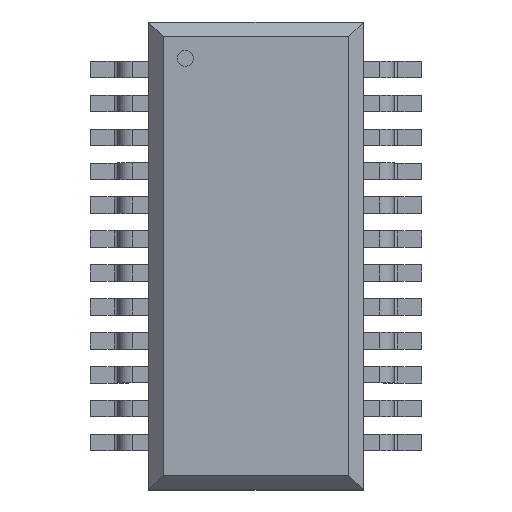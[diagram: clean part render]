
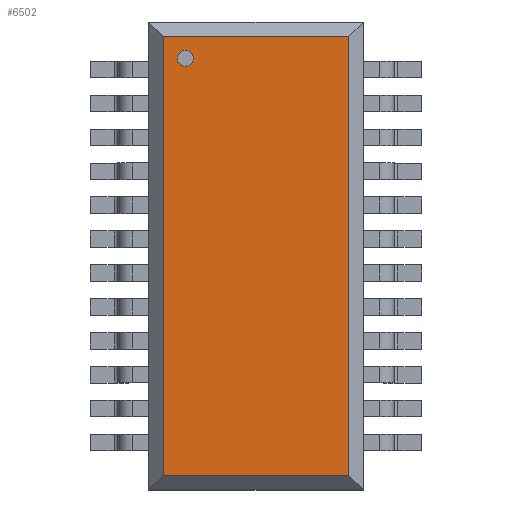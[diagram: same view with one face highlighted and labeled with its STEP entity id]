
A CAD part, top view. The second image highlights one B-rep face of the part: STEP entity #6502.
In plain terms, the highlighted planar face has unit normal (0, 0, 1).
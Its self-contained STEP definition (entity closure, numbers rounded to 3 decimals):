
#26=FACE_BOUND('',#987,.T.);
#232=CIRCLE('',#7014,0.15);
#650=FACE_OUTER_BOUND('',#986,.T.);
#986=EDGE_LOOP('',(#5575,#5576,#5577,#5578));
#987=EDGE_LOOP('',(#5579));
#1676=LINE('',#10520,#2369);
#1681=LINE('',#10530,#2374);
#1683=LINE('',#10534,#2376);
#1686=LINE('',#10539,#2379);
#2369=VECTOR('',#8719,1.);
#2374=VECTOR('',#8726,1.);
#2376=VECTOR('',#8730,1.);
#2379=VECTOR('',#8735,1.);
#2966=VERTEX_POINT('',#10513);
#2967=VERTEX_POINT('',#10518);
#2968=VERTEX_POINT('',#10519);
#2972=VERTEX_POINT('',#10529);
#2973=VERTEX_POINT('',#10533);
#3845=EDGE_CURVE('',#2966,#2966,#232,.T.);
#3846=EDGE_CURVE('',#2967,#2968,#1676,.T.);
#3851=EDGE_CURVE('',#2968,#2972,#1681,.T.);
#3853=EDGE_CURVE('',#2973,#2967,#1683,.T.);
#3856=EDGE_CURVE('',#2972,#2973,#1686,.T.);
#5575=ORIENTED_EDGE('',*,*,#3846,.F.);
#5576=ORIENTED_EDGE('',*,*,#3853,.F.);
#5577=ORIENTED_EDGE('',*,*,#3856,.F.);
#5578=ORIENTED_EDGE('',*,*,#3851,.F.);
#5579=ORIENTED_EDGE('',*,*,#3845,.T.);
#5863=PLANE('',#7022);
#6502=ADVANCED_FACE('',(#650,#26),#5863,.T.);
#7014=AXIS2_PLACEMENT_3D('',#10515,#8713,#8714);
#7022=AXIS2_PLACEMENT_3D('',#10551,#8746,#8747);
#8713=DIRECTION('center_axis',(0.,0.,-1.));
#8714=DIRECTION('ref_axis',(1.,0.,0.));
#8719=DIRECTION('',(0.,-1.,0.));
#8726=DIRECTION('',(-1.,0.,0.));
#8730=DIRECTION('',(1.,0.,0.));
#8735=DIRECTION('',(0.,1.,0.));
#8746=DIRECTION('center_axis',(0.,0.,1.));
#8747=DIRECTION('ref_axis',(1.,0.,0.));
#10513=CARTESIAN_POINT('',(-1.475,3.7,2.65));
#10515=CARTESIAN_POINT('Origin',(-1.325,3.7,2.65));
#10518=CARTESIAN_POINT('',(1.74,4.115,2.65));
#10519=CARTESIAN_POINT('',(1.74,-4.115,2.65));
#10520=CARTESIAN_POINT('',(1.74,0.,2.65));
#10529=CARTESIAN_POINT('',(-1.74,-4.115,2.65));
#10530=CARTESIAN_POINT('',(0.,-4.115,2.65));
#10533=CARTESIAN_POINT('',(-1.74,4.115,2.65));
#10534=CARTESIAN_POINT('',(0.,4.115,2.65));
#10539=CARTESIAN_POINT('',(-1.74,0.,2.65));
#10551=CARTESIAN_POINT('Origin',(0.,0.,2.65));
